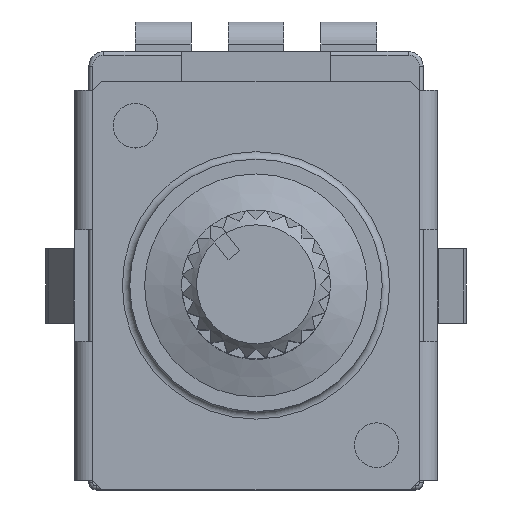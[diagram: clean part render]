
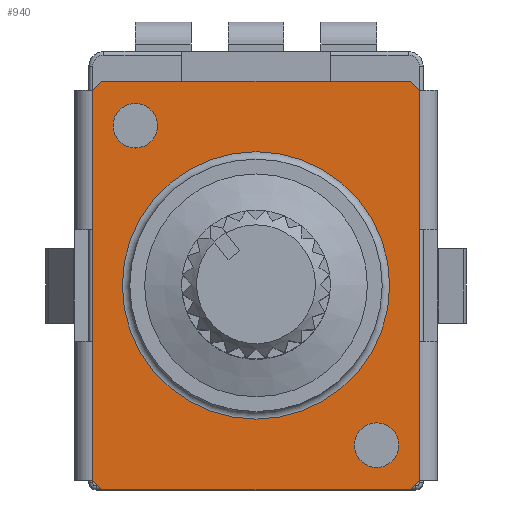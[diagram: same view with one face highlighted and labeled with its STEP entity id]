
A CAD part, top view. The second image highlights one B-rep face of the part: STEP entity #940.
In plain terms, the highlighted planar face has unit normal (0, 0, 1).
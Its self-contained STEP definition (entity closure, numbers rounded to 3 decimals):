
#940=ADVANCED_FACE('',(#4496,#4498,#4500,#4502),#4504,.T.);
#4496=FACE_BOUND('',#4497,.T.);
#4497=EDGE_LOOP('',(#7771,#7772,#7773,#7774,#7775,#7776,#7777,#7778,#7779,#7780,
#7781,#7782));
#4498=FACE_BOUND('',#4499,.T.);
#4499=EDGE_LOOP('',(#7783));
#4500=FACE_BOUND('',#4501,.T.);
#4501=EDGE_LOOP('',(#7784));
#4502=FACE_BOUND('',#4503,.T.);
#4503=EDGE_LOOP('',(#7785));
#4504=PLANE('',#4505);
#4505=AXIS2_PLACEMENT_3D('',#4506,#4507,#4508);
#4506=CARTESIAN_POINT('',(0.,0.,6.8));
#4507=DIRECTION('',(0.,0.,1.));
#4508=DIRECTION('',(1.,0.,0.));
#7771=ORIENTED_EDGE('',*,*,#9496,.T.);
#7772=ORIENTED_EDGE('',*,*,#9497,.T.);
#7773=ORIENTED_EDGE('',*,*,#9498,.T.);
#7774=ORIENTED_EDGE('',*,*,#9499,.T.);
#7775=ORIENTED_EDGE('',*,*,#9500,.T.);
#7776=ORIENTED_EDGE('',*,*,#9501,.T.);
#7777=ORIENTED_EDGE('',*,*,#9502,.T.);
#7778=ORIENTED_EDGE('',*,*,#9503,.T.);
#7779=ORIENTED_EDGE('',*,*,#9504,.T.);
#7780=ORIENTED_EDGE('',*,*,#9505,.T.);
#7781=ORIENTED_EDGE('',*,*,#9506,.T.);
#7782=ORIENTED_EDGE('',*,*,#9507,.T.);
#7783=ORIENTED_EDGE('',*,*,#9508,.T.);
#7784=ORIENTED_EDGE('',*,*,#9509,.T.);
#7785=ORIENTED_EDGE('',*,*,#9510,.F.);
#9496=EDGE_CURVE('',#10625,#10626,#10627,.F.);
#9497=EDGE_CURVE('',#10626,#10628,#10629,.T.);
#9498=EDGE_CURVE('',#10628,#10630,#10631,.T.);
#9499=EDGE_CURVE('',#10630,#10632,#10633,.T.);
#9500=EDGE_CURVE('',#10632,#10634,#10635,.T.);
#9501=EDGE_CURVE('',#10634,#10636,#10637,.T.);
#9502=EDGE_CURVE('',#10636,#10638,#10639,.F.);
#9503=EDGE_CURVE('',#10638,#10640,#10641,.T.);
#9504=EDGE_CURVE('',#10640,#10642,#10643,.T.);
#9505=EDGE_CURVE('',#10642,#10644,#10645,.T.);
#9506=EDGE_CURVE('',#10644,#10646,#10647,.T.);
#9507=EDGE_CURVE('',#10646,#10625,#10648,.T.);
#9508=EDGE_CURVE('',#10649,#10649,#10650,.F.);
#9509=EDGE_CURVE('',#10651,#10651,#10652,.F.);
#9510=EDGE_CURVE('',#10653,#10653,#10654,.T.);
#10625=VERTEX_POINT('',#12730);
#10626=VERTEX_POINT('',#12731);
#10627=LINE('',#12732,#12733);
#10628=VERTEX_POINT('',#12735);
#10629=LINE('',#12736,#12737);
#10630=VERTEX_POINT('',#12739);
#10631=LINE('',#12740,#12741);
#10632=VERTEX_POINT('',#12743);
#10633=LINE('',#12744,#12745);
#10634=VERTEX_POINT('',#12747);
#10635=LINE('',#12748,#12749);
#10636=VERTEX_POINT('',#12751);
#10637=LINE('',#12752,#12753);
#10638=VERTEX_POINT('',#12755);
#10639=LINE('',#12756,#12757);
#10640=VERTEX_POINT('',#12759);
#10641=LINE('',#12760,#12761);
#10642=VERTEX_POINT('',#12763);
#10643=LINE('',#12764,#12765);
#10644=VERTEX_POINT('',#12767);
#10645=LINE('',#12768,#12769);
#10646=VERTEX_POINT('',#12771);
#10647=LINE('',#12772,#12773);
#10648=LINE('',#12775,#12776);
#10649=VERTEX_POINT('',#12778);
#10650=CIRCLE('',#12779,0.6);
#10651=VERTEX_POINT('',#12783);
#10652=CIRCLE('',#12784,0.6);
#10653=VERTEX_POINT('',#12788);
#10654=CIRCLE('',#12789,3.6);
#12730=CARTESIAN_POINT('',(4.4,-1.5,6.8));
#12731=CARTESIAN_POINT('',(4.4,1.5,6.8));
#12732=CARTESIAN_POINT('',(4.4,1.5,6.8));
#12733=VECTOR('',#12734,1.);
#12734=DIRECTION('',(0.,-1.,0.));
#12735=CARTESIAN_POINT('',(4.4,5.25,6.8));
#12736=CARTESIAN_POINT('',(4.4,1.5,6.8));
#12737=VECTOR('',#12738,1.);
#12738=DIRECTION('',(0.,1.,0.));
#12739=CARTESIAN_POINT('',(4.15,5.5,6.8));
#12740=CARTESIAN_POINT('',(4.4,5.25,6.8));
#12741=VECTOR('',#12742,1.);
#12742=DIRECTION('',(-0.707,0.707,0.));
#12743=CARTESIAN_POINT('',(-4.15,5.5,6.8));
#12744=CARTESIAN_POINT('',(4.15,5.5,6.8));
#12745=VECTOR('',#12746,1.);
#12746=DIRECTION('',(-1.,0.,0.));
#12747=CARTESIAN_POINT('',(-4.4,5.25,6.8));
#12748=CARTESIAN_POINT('',(-4.15,5.5,6.8));
#12749=VECTOR('',#12750,1.);
#12750=DIRECTION('',(-0.707,-0.707,0.));
#12751=CARTESIAN_POINT('',(-4.4,1.5,6.8));
#12752=CARTESIAN_POINT('',(-4.4,5.25,6.8));
#12753=VECTOR('',#12754,1.);
#12754=DIRECTION('',(0.,-1.,0.));
#12755=CARTESIAN_POINT('',(-4.4,-1.5,6.8));
#12756=CARTESIAN_POINT('',(-4.4,-1.5,6.8));
#12757=VECTOR('',#12758,1.);
#12758=DIRECTION('',(0.,1.,0.));
#12759=CARTESIAN_POINT('',(-4.4,-5.25,6.8));
#12760=CARTESIAN_POINT('',(-4.4,-1.5,6.8));
#12761=VECTOR('',#12762,1.);
#12762=DIRECTION('',(0.,-1.,0.));
#12763=CARTESIAN_POINT('',(-4.15,-5.5,6.8));
#12764=CARTESIAN_POINT('',(-4.4,-5.25,6.8));
#12765=VECTOR('',#12766,1.);
#12766=DIRECTION('',(0.707,-0.707,0.));
#12767=CARTESIAN_POINT('',(4.15,-5.5,6.8));
#12768=CARTESIAN_POINT('',(-4.15,-5.5,6.8));
#12769=VECTOR('',#12770,1.);
#12770=DIRECTION('',(1.,0.,0.));
#12771=CARTESIAN_POINT('',(4.4,-5.25,6.8));
#12772=CARTESIAN_POINT('',(4.15,-5.5,6.8));
#12773=VECTOR('',#12774,1.);
#12774=DIRECTION('',(0.707,0.707,0.));
#12775=CARTESIAN_POINT('',(4.4,-5.25,6.8));
#12776=VECTOR('',#12777,1.);
#12777=DIRECTION('',(0.,1.,0.));
#12778=CARTESIAN_POINT('',(-2.65,4.3,6.8));
#12779=AXIS2_PLACEMENT_3D('',#12780,#12781,#12782);
#12780=CARTESIAN_POINT('',(-3.25,4.3,6.8));
#12781=DIRECTION('',(0.,0.,1.));
#12782=DIRECTION('',(1.,0.,0.));
#12783=CARTESIAN_POINT('',(3.85,-4.3,6.8));
#12784=AXIS2_PLACEMENT_3D('',#12785,#12786,#12787);
#12785=CARTESIAN_POINT('',(3.25,-4.3,6.8));
#12786=DIRECTION('',(0.,0.,1.));
#12787=DIRECTION('',(1.,0.,0.));
#12788=CARTESIAN_POINT('',(3.6,0.,6.8));
#12789=AXIS2_PLACEMENT_3D('',#12790,#12791,#12792);
#12790=CARTESIAN_POINT('',(0.,0.,6.8));
#12791=DIRECTION('',(0.,0.,1.));
#12792=DIRECTION('',(1.,0.,0.));
